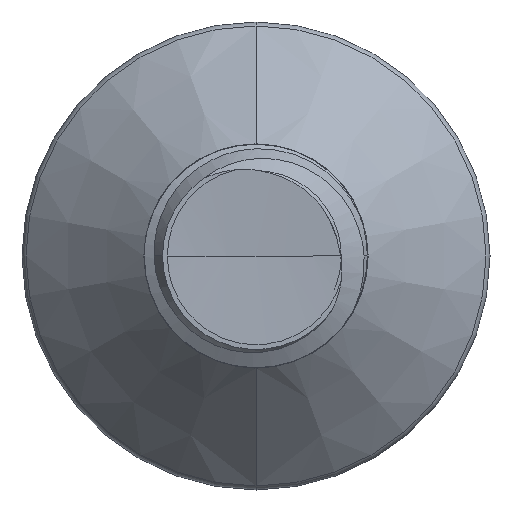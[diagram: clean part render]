
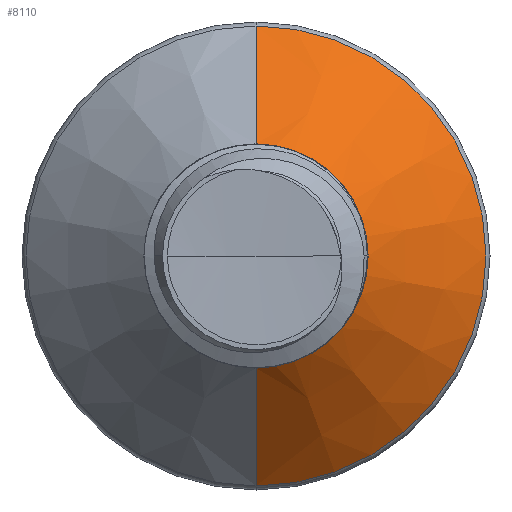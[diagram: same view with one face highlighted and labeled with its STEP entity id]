
A CAD part, front view. The second image highlights one B-rep face of the part: STEP entity #8110.
In plain terms, the highlighted conical face has half-angle 45 degrees and reference radius 0.803 mm.
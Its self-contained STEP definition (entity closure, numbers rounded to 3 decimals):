
#99 = DIRECTION ( 'NONE',  ( 0., 1., 0. ) ) ;
#111 = CARTESIAN_POINT ( 'NONE',  ( 0., 1.976, -0.803 ) ) ;
#229 = DIRECTION ( 'NONE',  ( 0., 1., 0. ) ) ;
#359 = DIRECTION ( 'NONE',  ( 0., 0., 1. ) ) ;
#458 = DIRECTION ( 'NONE',  ( 0., 0., 1. ) ) ;
#667 = VERTEX_POINT ( 'NONE', #2801 ) ;
#825 = CARTESIAN_POINT ( 'NONE',  ( 0., 1.976, 0.803 ) ) ;
#1010 = EDGE_CURVE ( 'NONE', #7581, #4863, #1607, .T. ) ;
#1152 = EDGE_CURVE ( 'NONE', #5272, #667, #9987, .T. ) ;
#1257 = DIRECTION ( 'NONE',  ( 0., 1., 0. ) ) ;
#1505 = FACE_OUTER_BOUND ( 'NONE', #3837, .T. ) ;
#1607 = CIRCLE ( 'NONE', #2469, 0.803 ) ;
#2115 = CARTESIAN_POINT ( 'NONE',  ( 0., 2.82, 1.646 ) ) ;
#2288 = AXIS2_PLACEMENT_3D ( 'NONE', #6443, #1257, #359 ) ;
#2469 = AXIS2_PLACEMENT_3D ( 'NONE', #10273, #99, #8745 ) ;
#2801 = CARTESIAN_POINT ( 'NONE',  ( 0., 2.82, -1.646 ) ) ;
#3346 = CARTESIAN_POINT ( 'NONE',  ( 0., 1.976, 0.803 ) ) ;
#3390 = VECTOR ( 'NONE', #10442, 1000. ) ;
#3642 = ORIENTED_EDGE ( 'NONE', *, *, #1010, .T. ) ;
#3837 = EDGE_LOOP ( 'NONE', ( #3642, #10374, #6541, #6076 ) ) ;
#4398 = CARTESIAN_POINT ( 'NONE',  ( 0., 1.976, -0.803 ) ) ;
#4863 = VERTEX_POINT ( 'NONE', #111 ) ;
#5272 = VERTEX_POINT ( 'NONE', #2115 ) ;
#5550 = CONICAL_SURFACE ( 'NONE', #2288, 0.803, 0.785 ) ;
#5696 = LINE ( 'NONE', #4398, #3390 ) ;
#6076 = ORIENTED_EDGE ( 'NONE', *, *, #7532, .F. ) ;
#6361 = VECTOR ( 'NONE', #8507, 1000. ) ;
#6443 = CARTESIAN_POINT ( 'NONE',  ( 0., 1.976, 0. ) ) ;
#6531 = AXIS2_PLACEMENT_3D ( 'NONE', #8707, #229, #458 ) ;
#6541 = ORIENTED_EDGE ( 'NONE', *, *, #1152, .F. ) ;
#6603 = EDGE_CURVE ( 'NONE', #4863, #667, #5696, .T. ) ;
#7532 = EDGE_CURVE ( 'NONE', #7581, #5272, #8918, .T. ) ;
#7581 = VERTEX_POINT ( 'NONE', #825 ) ;
#8110 = ADVANCED_FACE ( 'NONE', ( #1505 ), #5550, .T. ) ;
#8507 = DIRECTION ( 'NONE',  ( 0., 0.707, 0.707 ) ) ;
#8707 = CARTESIAN_POINT ( 'NONE',  ( 0., 2.82, 0. ) ) ;
#8745 = DIRECTION ( 'NONE',  ( 0., 0., 1. ) ) ;
#8918 = LINE ( 'NONE', #3346, #6361 ) ;
#9987 = CIRCLE ( 'NONE', #6531, 1.646 ) ;
#10273 = CARTESIAN_POINT ( 'NONE',  ( 0., 1.976, 0. ) ) ;
#10374 = ORIENTED_EDGE ( 'NONE', *, *, #6603, .T. ) ;
#10442 = DIRECTION ( 'NONE',  ( 0., 0.707, -0.707 ) ) ;
